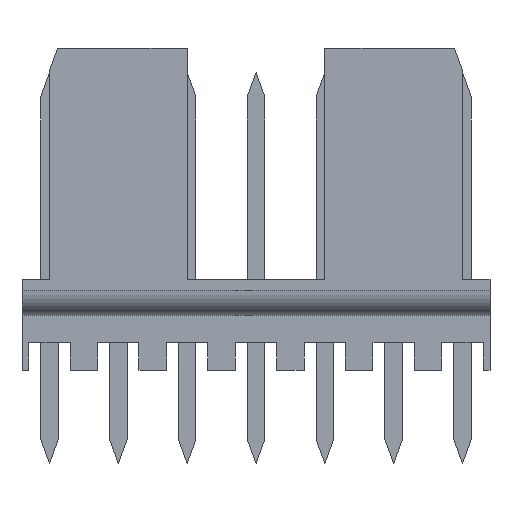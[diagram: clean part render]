
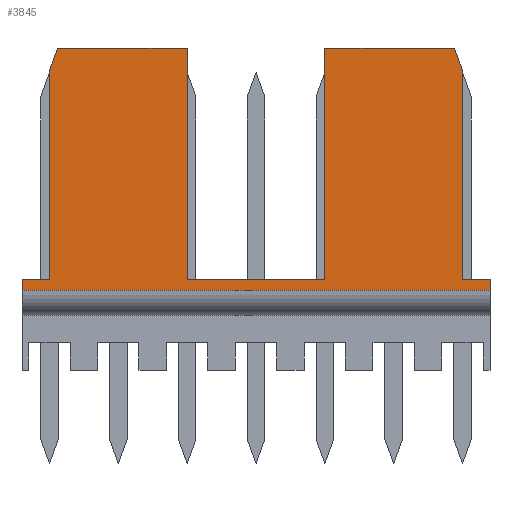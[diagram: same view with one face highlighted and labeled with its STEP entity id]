
A CAD part, front view. The second image highlights one B-rep face of the part: STEP entity #3845.
In plain terms, the highlighted planar face has unit normal (0, -1, 0).
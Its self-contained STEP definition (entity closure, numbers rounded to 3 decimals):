
#2655=CARTESIAN_POINT('',(8.5,-2.6,3.3));
#2656=VERTEX_POINT('',#2655);
#2665=CARTESIAN_POINT('',(8.5,-2.6,2.9));
#2666=VERTEX_POINT('',#2665);
#2667=CARTESIAN_POINT('',(8.5,-2.6,2.9));
#2668=DIRECTION('',(0.0,0.0,1.0));
#2669=VECTOR('',#2668,0.4);
#2670=LINE('',#2667,#2669);
#2671=EDGE_CURVE('',#2666,#2656,#2670,.T.);
#3475=CARTESIAN_POINT('',(-8.5,-2.6,3.3));
#3476=VERTEX_POINT('',#3475);
#3483=CARTESIAN_POINT('',(-7.5,-2.6,3.3));
#3484=VERTEX_POINT('',#3483);
#3485=CARTESIAN_POINT('',(-7.5,-2.6,3.3));
#3486=DIRECTION('',(-1.0,0.0,0.0));
#3487=VECTOR('',#3486,1.);
#3488=LINE('',#3485,#3487);
#3489=EDGE_CURVE('',#3484,#3476,#3488,.T.);
#3507=CARTESIAN_POINT('',(-2.5,-2.6,3.3));
#3508=VERTEX_POINT('',#3507);
#3515=CARTESIAN_POINT('',(2.5,-2.6,3.3));
#3516=VERTEX_POINT('',#3515);
#3517=CARTESIAN_POINT('',(2.5,-2.6,3.3));
#3518=DIRECTION('',(-1.0,0.0,0.0));
#3519=VECTOR('',#3518,5.0);
#3520=LINE('',#3517,#3519);
#3521=EDGE_CURVE('',#3516,#3508,#3520,.T.);
#3539=CARTESIAN_POINT('',(7.5,-2.6,3.3));
#3540=VERTEX_POINT('',#3539);
#3547=CARTESIAN_POINT('',(8.5,-2.6,3.3));
#3548=DIRECTION('',(-1.0,0.0,0.0));
#3549=VECTOR('',#3548,1.0);
#3550=LINE('',#3547,#3549);
#3551=EDGE_CURVE('',#2656,#3540,#3550,.T.);
#3760=CARTESIAN_POINT('',(9.35,-2.6,2.46));
#3761=DIRECTION('',(0.0,-1.0,0.0));
#3762=DIRECTION('',(1.0,0.0,0.0));
#3763=AXIS2_PLACEMENT_3D('',#3760,#3761,#3762);
#3764=PLANE('',#3763);
#3765=CARTESIAN_POINT('',(-2.5,-2.6,11.7));
#3766=VERTEX_POINT('',#3765);
#3767=CARTESIAN_POINT('',(-2.5,-2.6,3.3));
#3768=DIRECTION('',(0.0,0.0,1.0));
#3769=VECTOR('',#3768,8.4);
#3770=LINE('',#3767,#3769);
#3771=EDGE_CURVE('',#3508,#3766,#3770,.T.);
#3772=ORIENTED_EDGE('',*,*,#3771,.T.);
#3773=CARTESIAN_POINT('',(-7.209,-2.6,11.7));
#3774=VERTEX_POINT('',#3773);
#3775=CARTESIAN_POINT('',(-2.5,-2.6,11.7));
#3776=DIRECTION('',(-1.0,0.0,0.0));
#3777=VECTOR('',#3776,4.709);
#3778=LINE('',#3775,#3777);
#3779=EDGE_CURVE('',#3766,#3774,#3778,.T.);
#3780=ORIENTED_EDGE('',*,*,#3779,.T.);
#3781=CARTESIAN_POINT('',(-7.5,-2.6,10.9));
#3782=VERTEX_POINT('',#3781);
#3783=CARTESIAN_POINT('',(-7.209,-2.6,11.7));
#3784=DIRECTION('',(-0.342,0.0,-0.94));
#3785=VECTOR('',#3784,0.851);
#3786=LINE('',#3783,#3785);
#3787=EDGE_CURVE('',#3774,#3782,#3786,.T.);
#3788=ORIENTED_EDGE('',*,*,#3787,.T.);
#3789=CARTESIAN_POINT('',(-7.5,-2.6,10.9));
#3790=DIRECTION('',(0.0,0.0,-1.0));
#3791=VECTOR('',#3790,7.6);
#3792=LINE('',#3789,#3791);
#3793=EDGE_CURVE('',#3782,#3484,#3792,.T.);
#3794=ORIENTED_EDGE('',*,*,#3793,.T.);
#3795=ORIENTED_EDGE('',*,*,#3489,.T.);
#3796=CARTESIAN_POINT('',(-8.5,-2.6,2.9));
#3797=VERTEX_POINT('',#3796);
#3798=CARTESIAN_POINT('',(-8.5,-2.6,2.9));
#3799=DIRECTION('',(0.0,0.0,1.0));
#3800=VECTOR('',#3799,0.4);
#3801=LINE('',#3798,#3800);
#3802=EDGE_CURVE('',#3797,#3476,#3801,.T.);
#3803=ORIENTED_EDGE('',*,*,#3802,.F.);
#3804=CARTESIAN_POINT('',(8.5,-2.6,2.9));
#3805=DIRECTION('',(-1.0,0.0,0.0));
#3806=VECTOR('',#3805,17.0);
#3807=LINE('',#3804,#3806);
#3808=EDGE_CURVE('',#2666,#3797,#3807,.T.);
#3809=ORIENTED_EDGE('',*,*,#3808,.F.);
#3810=ORIENTED_EDGE('',*,*,#2671,.T.);
#3811=ORIENTED_EDGE('',*,*,#3551,.T.);
#3812=CARTESIAN_POINT('',(7.5,-2.6,10.9));
#3813=VERTEX_POINT('',#3812);
#3814=CARTESIAN_POINT('',(7.5,-2.6,3.3));
#3815=DIRECTION('',(0.0,0.0,1.0));
#3816=VECTOR('',#3815,7.6);
#3817=LINE('',#3814,#3816);
#3818=EDGE_CURVE('',#3540,#3813,#3817,.T.);
#3819=ORIENTED_EDGE('',*,*,#3818,.T.);
#3820=CARTESIAN_POINT('',(7.209,-2.6,11.7));
#3821=VERTEX_POINT('',#3820);
#3822=CARTESIAN_POINT('',(7.5,-2.6,10.9));
#3823=DIRECTION('',(-0.342,0.0,0.94));
#3824=VECTOR('',#3823,0.851);
#3825=LINE('',#3822,#3824);
#3826=EDGE_CURVE('',#3813,#3821,#3825,.T.);
#3827=ORIENTED_EDGE('',*,*,#3826,.T.);
#3828=CARTESIAN_POINT('',(2.5,-2.6,11.7));
#3829=VERTEX_POINT('',#3828);
#3830=CARTESIAN_POINT('',(7.209,-2.6,11.7));
#3831=DIRECTION('',(-1.0,0.0,0.0));
#3832=VECTOR('',#3831,4.709);
#3833=LINE('',#3830,#3832);
#3834=EDGE_CURVE('',#3821,#3829,#3833,.T.);
#3835=ORIENTED_EDGE('',*,*,#3834,.T.);
#3836=CARTESIAN_POINT('',(2.5,-2.6,11.7));
#3837=DIRECTION('',(0.0,0.0,-1.0));
#3838=VECTOR('',#3837,8.4);
#3839=LINE('',#3836,#3838);
#3840=EDGE_CURVE('',#3829,#3516,#3839,.T.);
#3841=ORIENTED_EDGE('',*,*,#3840,.T.);
#3842=ORIENTED_EDGE('',*,*,#3521,.T.);
#3843=EDGE_LOOP('',(#3772,#3780,#3788,#3794,#3795,#3803,#3809,#3810,#3811,#3819,#3827,#3835,#3841,#3842));
#3844=FACE_OUTER_BOUND('',#3843,.T.);
#3845=ADVANCED_FACE('',(#3844),#3764,.T.);
